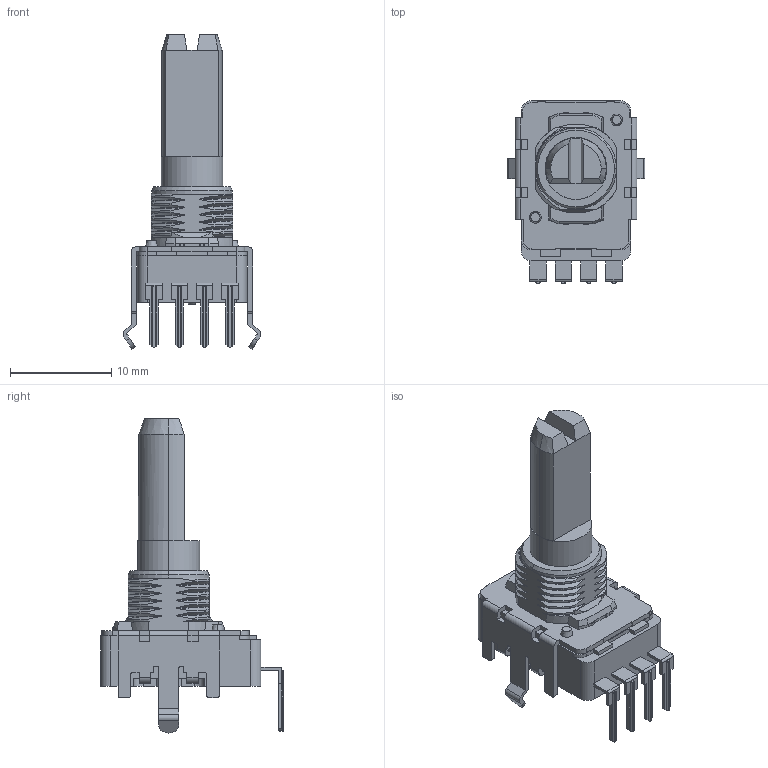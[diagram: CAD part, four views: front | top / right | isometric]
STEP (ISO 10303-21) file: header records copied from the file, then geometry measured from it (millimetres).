
FILE_DESCRIPTION(('STEP AP214'),'1');
FILE_NAME('43338.stp','2014-10-28T17:02:10',('TraceParts'),('TraceParts S.A.'),'XStep 1.0',' ',' ');
FILE_SCHEMA(('automotive_design'));
Length unit declared in the file: millimetre
Products named in the file (1): 翌拶凰1
Bounding box: 13.6 x 18 x 31 mm (x, y, z)
Volume: 1637 mm3; surface area: 1528.6 mm2
Topology: 1 solids, 1 shells, 550 faces, 1604 edges, 1051 vertices
Faces by surface type: plane 313, cylinder 150, bspline 71, cone 16
Entity records: 52078 total; most frequent: CARTESIAN_POINT 20521, ORIENTED_EDGE 3208, STYLED_ITEM 3206, PRESENTATION_STYLE_ASSIGNMENT 3206, COLOUR_RGB 3206, DIRECTION 2560, EDGE_CURVE 1604, CURVE_STYLE 1604
